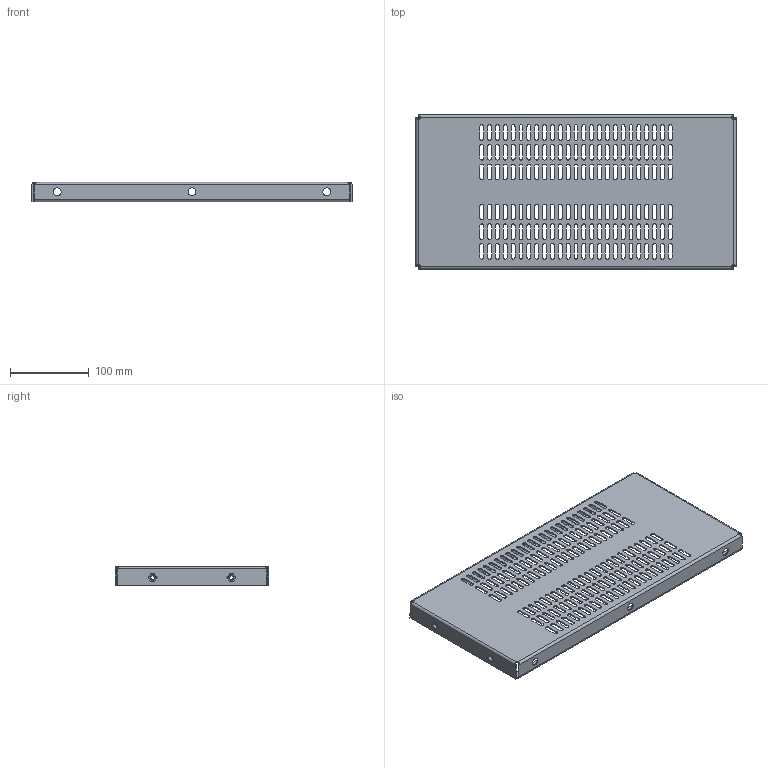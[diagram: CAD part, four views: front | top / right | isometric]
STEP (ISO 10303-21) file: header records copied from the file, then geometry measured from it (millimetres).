
FILE_DESCRIPTION (( 'STEP AP214' ), '1' );
FILE_NAME ('711.161.STEP', '2025-04-28T03:32:42', ( '' ), ( '' ), 'SwSTEP 2.0', 'SolidWorks 2021', '' );
FILE_SCHEMA (( 'AUTOMOTIVE_DESIGN' ));
Length unit declared in the file: millimetre
Products named in the file (3): 711.161; Çàêëåïêà ðåçüáîâàÿ Ì6 øåñòèãðàííàÿ ñ óìåíüøåííûì áîðòîì; 711.161 眈翴錪
Assembly tree (5 placements, depth 2):
  711.161
    711.161 眈翴錪
    Çàêëåïêà ðåçüáîâàÿ Ì6 øåñòèãðàííàÿ ñ óìåíüøåííûì áîðòîì  x4
Bounding box: 408.8 x 196 x 24.5 mm (x, y, z)
Volume: 150585.1 mm3; surface area: 213685.9 mm2
Topology: 5 solids, 5 shells, 802 faces, 2284 edges, 1496 vertices
Faces by surface type: plane 426, cylinder 344, cone 24, bspline 8
Entity records: 25218 total; most frequent: CARTESIAN_POINT 4707, ORIENTED_EDGE 4220, DIRECTION 4194, EDGE_CURVE 2110, LINE 1404, VECTOR 1404, AXIS2_PLACEMENT_3D 1395, VERTEX_POINT 1388
